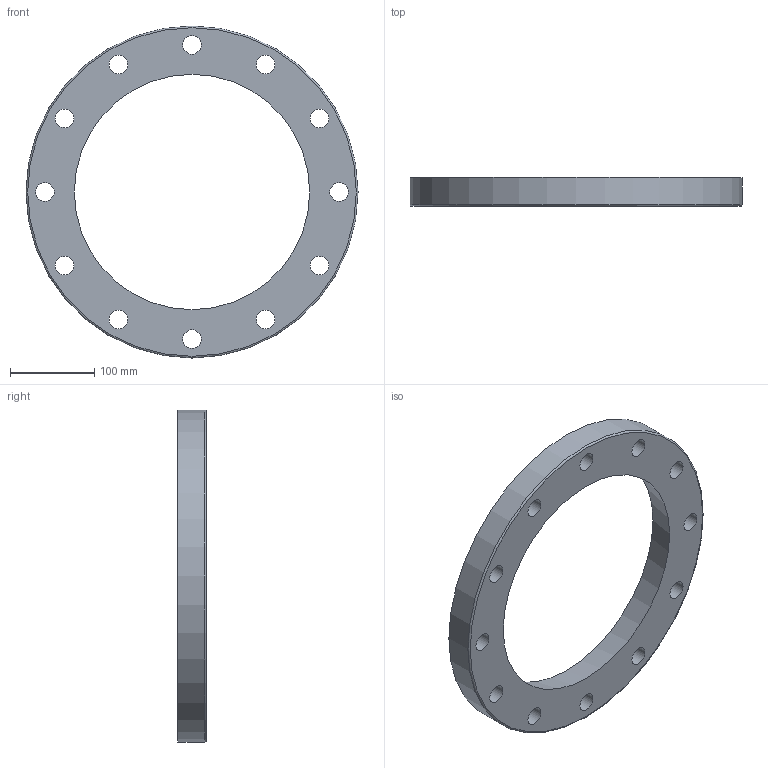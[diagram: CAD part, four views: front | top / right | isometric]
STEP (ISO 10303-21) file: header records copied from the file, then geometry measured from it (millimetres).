
FILE_DESCRIPTION(/* description */ (''),/* implementation_level */ '2;1');
FILE_NAME(/* name */ 'BR002500.stp',/* time_stamp */ '2017-01-24T16:59:33+01:00',/* author */ ('Gabriele'),/* organization */ (''),/* preprocessor_version */ 'ST-DEVELOPER v16.5',/* originating_system */ 'Autodesk Inventor 2017',/* authorisation */ '');
FILE_SCHEMA (('AUTOMOTIVE_DESIGN { 1 0 10303 214 3 1 1 }'));
Length unit declared in the file: millimetre
Products named in the file (1): BR002500
Bounding box: 395 x 34 x 395 mm (x, y, z)
Volume: 1653389.2 mm3; surface area: 242899 mm2
Topology: 1 solids, 1 shells, 1217 faces, 2556 edges, 1385 vertices
Faces by surface type: torus 481, cylinder 445, sphere 192, plane 98, cone 1
Full cylindrical faces by diameter (mm): 22 x12, 395 x1
Entity records: 32322 total; most frequent: DIRECTION 6910, CARTESIAN_POINT 5116, ORIENTED_EDGE 5050, AXIS2_PLACEMENT_3D 3167, EDGE_CURVE 2525, CIRCLE 1949, VERTEX_POINT 1373, EDGE_LOOP 1306
